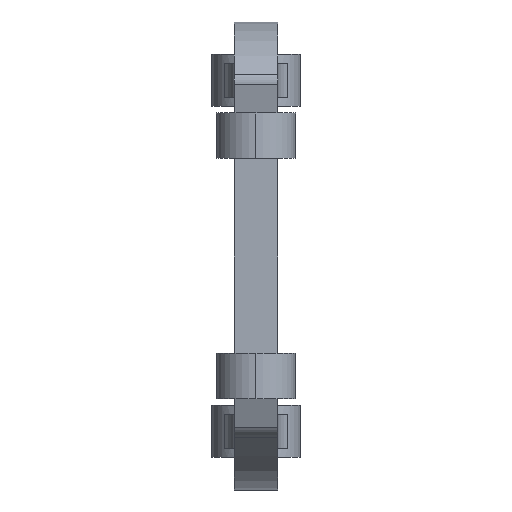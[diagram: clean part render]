
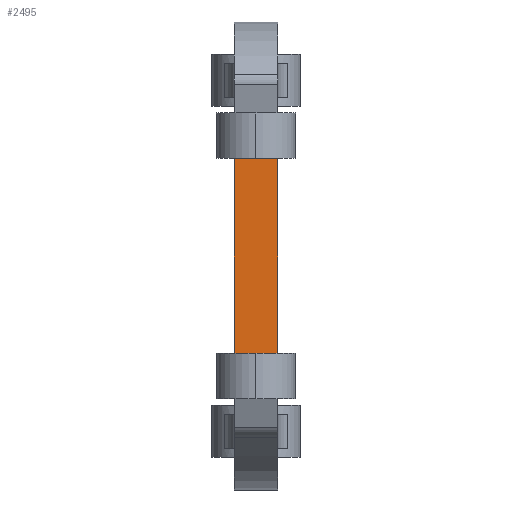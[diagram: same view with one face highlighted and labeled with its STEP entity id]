
A CAD part, left-side view. The second image highlights one B-rep face of the part: STEP entity #2495.
In plain terms, the highlighted planar face has unit normal (-1, 0, 0).
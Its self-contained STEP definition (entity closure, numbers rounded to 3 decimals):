
#106 = CARTESIAN_POINT ( 'NONE',  ( 20., 2.5, 14. ) ) ;
#162 = VECTOR ( 'NONE', #1819, 1000. ) ;
#276 = VECTOR ( 'NONE', #907, 1000. ) ;
#380 = VERTEX_POINT ( 'NONE', #2012 ) ;
#405 = CARTESIAN_POINT ( 'NONE',  ( 20., 2.5, -11.213 ) ) ;
#449 = LINE ( 'NONE', #918, #276 ) ;
#455 = VERTEX_POINT ( 'NONE', #405 ) ;
#613 = VERTEX_POINT ( 'NONE', #931 ) ;
#707 = DIRECTION ( 'NONE',  ( 0., 0., -1. ) ) ;
#725 = EDGE_CURVE ( 'NONE', #455, #380, #1462, .T. ) ;
#774 = DIRECTION ( 'NONE',  ( 0., 0., -1. ) ) ;
#804 = FACE_OUTER_BOUND ( 'NONE', #1700, .T. ) ;
#838 = CARTESIAN_POINT ( 'NONE',  ( 20., 2.5, 11.213 ) ) ;
#907 = DIRECTION ( 'NONE',  ( 0., 0., -1. ) ) ;
#918 = CARTESIAN_POINT ( 'NONE',  ( 20., -2.5, 14. ) ) ;
#919 = CARTESIAN_POINT ( 'NONE',  ( 20., -2.5, -11.213 ) ) ;
#931 = CARTESIAN_POINT ( 'NONE',  ( 20., -2.5, 11.213 ) ) ;
#985 = LINE ( 'NONE', #1956, #162 ) ;
#1012 = EDGE_CURVE ( 'NONE', #613, #1741, #985, .T. ) ;
#1059 = LINE ( 'NONE', #2529, #2008 ) ;
#1098 = ORIENTED_EDGE ( 'NONE', *, *, #2087, .T. ) ;
#1235 = AXIS2_PLACEMENT_3D ( 'NONE', #106, #1491, #707 ) ;
#1317 = ORIENTED_EDGE ( 'NONE', *, *, #725, .T. ) ;
#1462 = LINE ( 'NONE', #919, #1733 ) ;
#1491 = DIRECTION ( 'NONE',  ( 1., 0., 0. ) ) ;
#1664 = DIRECTION ( 'NONE',  ( 0., -1., 0. ) ) ;
#1680 = PLANE ( 'NONE',  #1235 ) ;
#1700 = EDGE_LOOP ( 'NONE', ( #1952, #1858, #1098, #1317 ) ) ;
#1733 = VECTOR ( 'NONE', #1664, 1000. ) ;
#1741 = VERTEX_POINT ( 'NONE', #838 ) ;
#1819 = DIRECTION ( 'NONE',  ( 0., 1., 0. ) ) ;
#1858 = ORIENTED_EDGE ( 'NONE', *, *, #1012, .T. ) ;
#1952 = ORIENTED_EDGE ( 'NONE', *, *, #2354, .F. ) ;
#1956 = CARTESIAN_POINT ( 'NONE',  ( 20., 2.5, 11.213 ) ) ;
#2008 = VECTOR ( 'NONE', #774, 1000. ) ;
#2012 = CARTESIAN_POINT ( 'NONE',  ( 20., -2.5, -11.213 ) ) ;
#2087 = EDGE_CURVE ( 'NONE', #1741, #455, #1059, .T. ) ;
#2354 = EDGE_CURVE ( 'NONE', #613, #380, #449, .T. ) ;
#2495 = ADVANCED_FACE ( 'NONE', ( #804 ), #1680, .F. ) ;
#2529 = CARTESIAN_POINT ( 'NONE',  ( 20., 2.5, 14. ) ) ;
